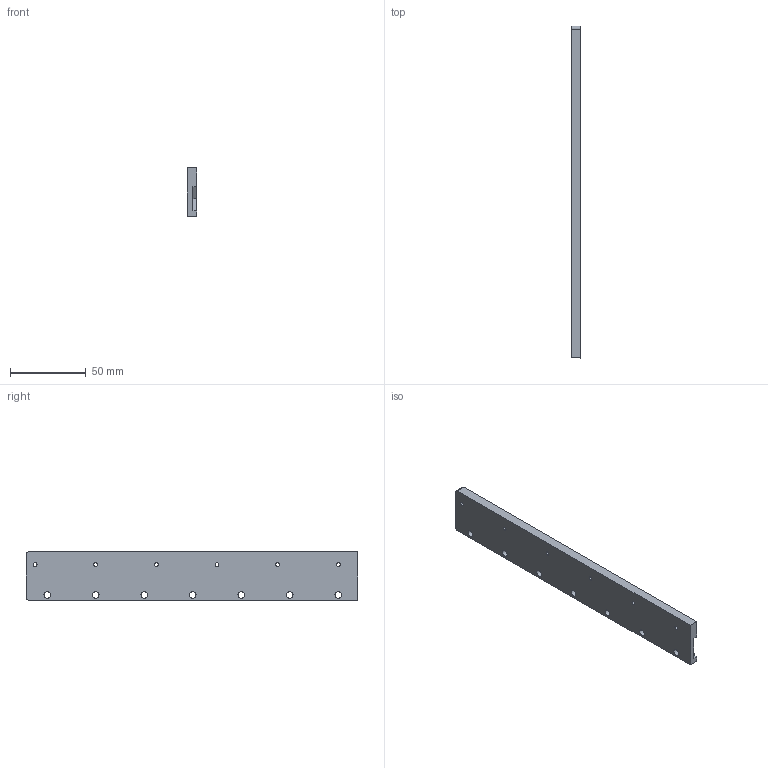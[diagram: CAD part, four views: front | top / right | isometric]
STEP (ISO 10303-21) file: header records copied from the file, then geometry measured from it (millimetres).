
FILE_DESCRIPTION(/* description */ (''),/* implementation_level */ '2;1');
FILE_NAME(/* name */ 'Z R Rail Adapter Plate Top.step',/* time_stamp */ '2024-09-24T21:41:31-04:00',/* author */ (''),/* organization */ (''),/* preprocessor_version */ 'ST-DEVELOPER v20',/* originating_system */ 'Autodesk Translation Framework v13.20.0.188',/* authorisation */ '');
FILE_SCHEMA (('AUTOMOTIVE_DESIGN { 1 0 10303 214 3 1 1 }'));
Length unit declared in the file: millimetre
Products named in the file (5): SnapmakerA350T - CTZ; Stiffy Kit; Z ASSY Left(Mirror); Top Bracket ASSY(Mirror); X Rail TOP R Linear Rail Bracket - ALU(Mirror)
Assembly tree (4 placements, depth 5):
  SnapmakerA350T - CTZ
    Stiffy Kit
      Z ASSY Left(Mirror)
        Top Bracket ASSY(Mirror)
          X Rail TOP R Linear Rail Bracket - ALU(Mirror)
Bounding box: 6 x 219 x 32 mm (x, y, z)
Volume: 36204.6 mm3; surface area: 19457.2 mm2
Topology: 1 solids, 1 shells, 131 faces, 348 edges, 232 vertices
Faces by surface type: plane 109, cylinder 22
Full cylindrical faces by diameter (mm): 2.5 x6, 4.3 x7
Entity records: 4429 total; most frequent: CARTESIAN_POINT 720, ORIENTED_EDGE 696, DIRECTION 672, EDGE_CURVE 348, LINE 304, VECTOR 304, VERTEX_POINT 232, AXIS2_PLACEMENT_3D 184
